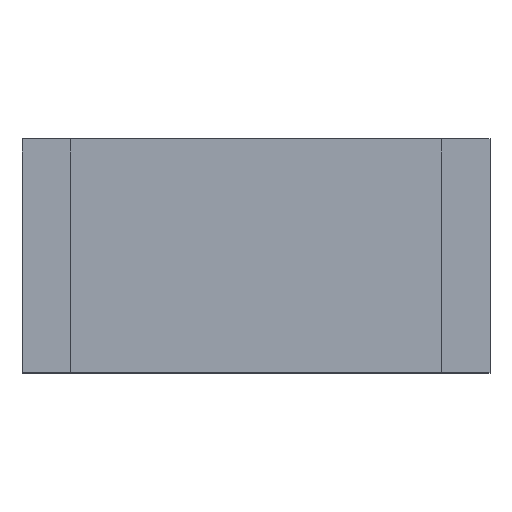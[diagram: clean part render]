
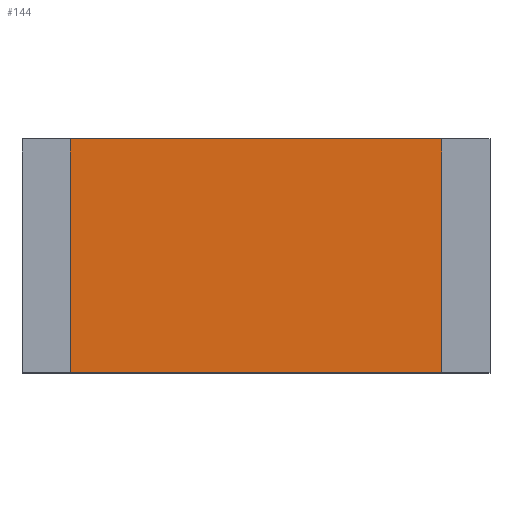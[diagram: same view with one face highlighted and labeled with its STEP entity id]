
A CAD part, top view. The second image highlights one B-rep face of the part: STEP entity #144.
In plain terms, the highlighted planar face has unit normal (0, 0, 1).
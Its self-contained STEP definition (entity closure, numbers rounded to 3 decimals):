
#105=CARTESIAN_POINT('',(0.,0.0,0.81));
#106=DIRECTION('',(0.0,0.0,-1.0));
#107=DIRECTION('',(1.0,0.0,0.0));
#108=AXIS2_PLACEMENT_3D('',#105,#106,#107);
#109=PLANE('',#108);
#110=CARTESIAN_POINT('',(2.54,-1.6,0.81));
#111=VERTEX_POINT('',#110);
#112=CARTESIAN_POINT('',(2.54,1.6,0.81));
#113=VERTEX_POINT('',#112);
#114=CARTESIAN_POINT('',(2.54,-1.6,0.81));
#115=DIRECTION('',(0.0,1.0,0.0));
#116=VECTOR('',#115,3.2);
#117=LINE('',#114,#116);
#118=EDGE_CURVE('',#111,#113,#117,.T.);
#119=ORIENTED_EDGE('',*,*,#118,.T.);
#120=CARTESIAN_POINT('',(-2.54,1.6,0.81));
#121=VERTEX_POINT('',#120);
#122=CARTESIAN_POINT('',(2.54,1.6,0.81));
#123=DIRECTION('',(-1.0,0.0,0.0));
#124=VECTOR('',#123,5.08);
#125=LINE('',#122,#124);
#126=EDGE_CURVE('',#113,#121,#125,.T.);
#127=ORIENTED_EDGE('',*,*,#126,.T.);
#128=CARTESIAN_POINT('',(-2.54,-1.6,0.81));
#129=VERTEX_POINT('',#128);
#130=CARTESIAN_POINT('',(-2.54,1.6,0.81));
#131=DIRECTION('',(0.0,-1.0,0.0));
#132=VECTOR('',#131,3.2);
#133=LINE('',#130,#132);
#134=EDGE_CURVE('',#121,#129,#133,.T.);
#135=ORIENTED_EDGE('',*,*,#134,.T.);
#136=CARTESIAN_POINT('',(-2.54,-1.6,0.81));
#137=DIRECTION('',(1.0,0.0,0.0));
#138=VECTOR('',#137,5.08);
#139=LINE('',#136,#138);
#140=EDGE_CURVE('',#129,#111,#139,.T.);
#141=ORIENTED_EDGE('',*,*,#140,.T.);
#142=EDGE_LOOP('',(#119,#127,#135,#141));
#143=FACE_OUTER_BOUND('',#142,.T.);
#144=ADVANCED_FACE('',(#143),#109,.F.);
